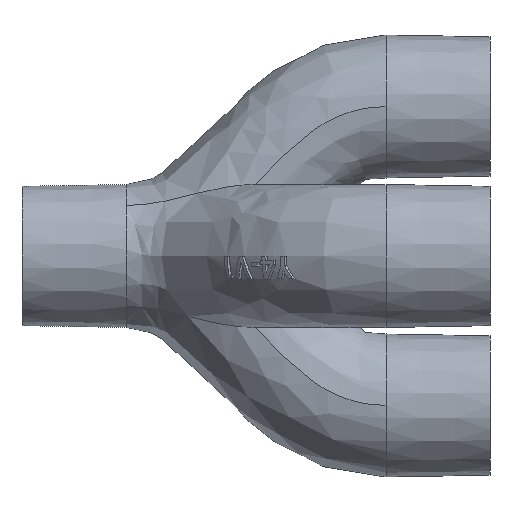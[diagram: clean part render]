
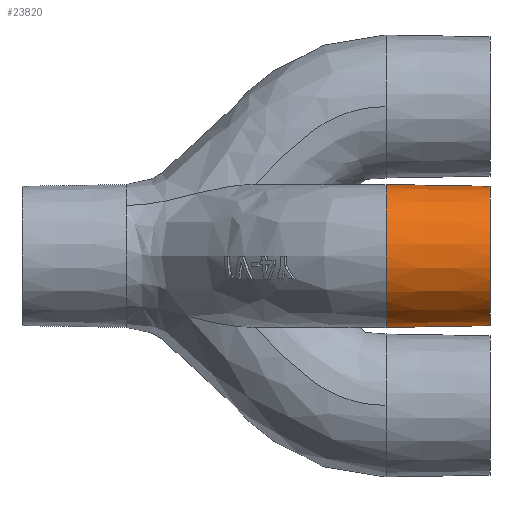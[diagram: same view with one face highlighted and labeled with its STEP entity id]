
A CAD part, left-side view. The second image highlights one B-rep face of the part: STEP entity #23820.
In plain terms, the highlighted conical face has half-angle 1 degrees and reference radius 11 mm.
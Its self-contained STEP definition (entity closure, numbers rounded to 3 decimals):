
#215 = DIRECTION ( 'NONE',  ( 0., 0., -1. ) ) ;
#347 = FACE_OUTER_BOUND ( 'NONE', #18833, .T. ) ;
#535 = ORIENTED_EDGE ( 'NONE', *, *, #16470, .F. ) ;
#1863 = AXIS2_PLACEMENT_3D ( 'NONE', #8528, #20855, #215 ) ;
#2230 = DIRECTION ( 'NONE',  ( 0., 1., -0.017 ) ) ;
#2348 = EDGE_CURVE ( 'NONE', #9811, #6508, #19663, .T. ) ;
#5214 = ORIENTED_EDGE ( 'NONE', *, *, #2348, .T. ) ;
#6508 = VERTEX_POINT ( 'NONE', #11202 ) ;
#7167 = CARTESIAN_POINT ( 'NONE',  ( -23., 16., -11. ) ) ;
#7460 = CONICAL_SURFACE ( 'NONE', #25422, 11., 0.017 ) ;
#8267 = DIRECTION ( 'NONE',  ( 0., 0., -1. ) ) ;
#8528 = CARTESIAN_POINT ( 'NONE',  ( -23., 16., 0. ) ) ;
#9082 = CARTESIAN_POINT ( 'NONE',  ( -23., 0., 10.721 ) ) ;
#9811 = VERTEX_POINT ( 'NONE', #9082 ) ;
#10537 = LINE ( 'NONE', #20991, #16944 ) ;
#10798 = DIRECTION ( 'NONE',  ( 0., 1., 0. ) ) ;
#11091 = CARTESIAN_POINT ( 'NONE',  ( -23., 16., 11. ) ) ;
#11202 = CARTESIAN_POINT ( 'NONE',  ( -23., 16., 11. ) ) ;
#11619 = DIRECTION ( 'NONE',  ( 0., 1., 0.017 ) ) ;
#12140 = CIRCLE ( 'NONE', #23699, 10.721 ) ;
#13058 = CIRCLE ( 'NONE', #1863, 11. ) ;
#13462 = DIRECTION ( 'NONE',  ( 0., 0., -1. ) ) ;
#16470 = EDGE_CURVE ( 'NONE', #22663, #23866, #10537, .T. ) ;
#16944 = VECTOR ( 'NONE', #2230, 1000. ) ;
#17096 = VECTOR ( 'NONE', #11619, 1000. ) ;
#18438 = ORIENTED_EDGE ( 'NONE', *, *, #23812, .T. ) ;
#18833 = EDGE_LOOP ( 'NONE', ( #26532, #5214, #18438, #535 ) ) ;
#18914 = EDGE_CURVE ( 'NONE', #9811, #22663, #12140, .T. ) ;
#19663 = LINE ( 'NONE', #11091, #17096 ) ;
#20855 = DIRECTION ( 'NONE',  ( 0., -1., 0. ) ) ;
#20991 = CARTESIAN_POINT ( 'NONE',  ( -23., 16., -11. ) ) ;
#21510 = DIRECTION ( 'NONE',  ( 0., -1., 0. ) ) ;
#22663 = VERTEX_POINT ( 'NONE', #26147 ) ;
#23002 = CARTESIAN_POINT ( 'NONE',  ( -23., 16., 0. ) ) ;
#23258 = CARTESIAN_POINT ( 'NONE',  ( -23., 0., 0. ) ) ;
#23699 = AXIS2_PLACEMENT_3D ( 'NONE', #23258, #21510, #13462 ) ;
#23812 = EDGE_CURVE ( 'NONE', #6508, #23866, #13058, .T. ) ;
#23820 = ADVANCED_FACE ( 'NONE', ( #347 ), #7460, .T. ) ;
#23866 = VERTEX_POINT ( 'NONE', #7167 ) ;
#25422 = AXIS2_PLACEMENT_3D ( 'NONE', #23002, #10798, #8267 ) ;
#26147 = CARTESIAN_POINT ( 'NONE',  ( -23., 0., -10.721 ) ) ;
#26532 = ORIENTED_EDGE ( 'NONE', *, *, #18914, .F. ) ;
